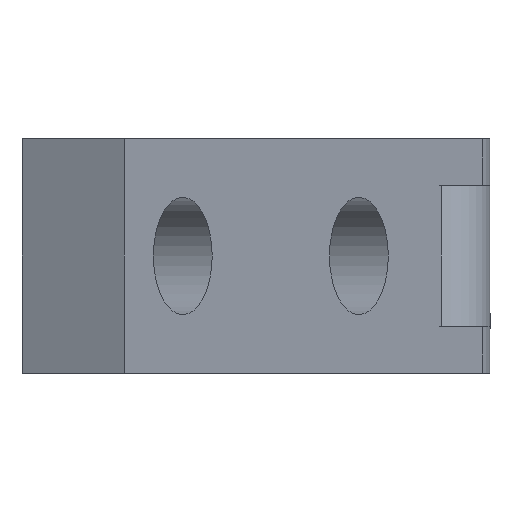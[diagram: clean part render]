
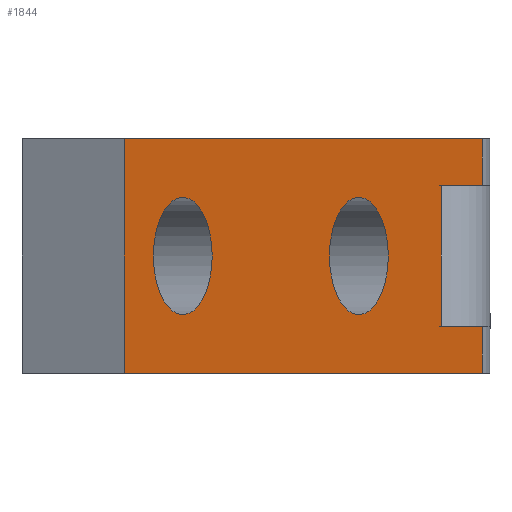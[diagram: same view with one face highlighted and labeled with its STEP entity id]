
A CAD part, left-side view. The second image highlights one B-rep face of the part: STEP entity #1844.
In plain terms, the highlighted face is planar.
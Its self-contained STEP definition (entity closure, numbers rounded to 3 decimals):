
#1 = CARTESIAN_POINT ( 'NONE',  ( -2.5, -22., 0. ) ) ;
#2 = CARTESIAN_POINT ( 'NONE',  ( 0., -7., 0. ) ) ;
#3 = AXIS2_PLACEMENT_3D ( 'NONE', #2, #5, #6 ) ;
#4 = CIRCLE ( 'NONE', #3, 2.5 ) ;
#5 = DIRECTION ( 'NONE',  ( 0., 0., 1. ) ) ;
#6 = DIRECTION ( 'NONE',  ( 1., 0., 0. ) ) ;
#7 = VERTEX_POINT ( 'NONE', #1570 ) ;
#8 = VERTEX_POINT ( 'NONE', #1 ) ;
#12 = VERTEX_POINT ( 'NONE', #1833 ) ;
#13 = EDGE_CURVE ( 'NONE', #12, #7, #4, .T. ) ;
#19 = VERTEX_POINT ( 'NONE', #98 ) ;
#32 = VERTEX_POINT ( 'NONE', #82 ) ;
#60 = VERTEX_POINT ( 'NONE', #169 ) ;
#63 = EDGE_CURVE ( 'NONE', #8, #60, #114, .T. ) ;
#82 = CARTESIAN_POINT ( 'NONE',  ( 5., -27., 0. ) ) ;
#98 = CARTESIAN_POINT ( 'NONE',  ( -5., -27., 0. ) ) ;
#114 = CIRCLE ( 'NONE', #162, 2.5 ) ;
#159 = DIRECTION ( 'NONE',  ( 1., 0., 0. ) ) ;
#160 = DIRECTION ( 'NONE',  ( 0., 0., 1. ) ) ;
#161 = CARTESIAN_POINT ( 'NONE',  ( 0., -22., 0. ) ) ;
#162 = AXIS2_PLACEMENT_3D ( 'NONE', #161, #160, #159 ) ;
#169 = CARTESIAN_POINT ( 'NONE',  ( 2.5, -22., 0. ) ) ;
#200 = CARTESIAN_POINT ( 'NONE',  ( -5., 3.5, 0. ) ) ;
#237 = LINE ( 'NONE', #287, #286 ) ;
#266 = DIRECTION ( 'NONE',  ( 1., 0., 0. ) ) ;
#267 = DIRECTION ( 'NONE',  ( 0., 0., 1. ) ) ;
#274 = CARTESIAN_POINT ( 'NONE',  ( 0., -7., 0. ) ) ;
#278 = AXIS2_PLACEMENT_3D ( 'NONE', #274, #267, #266 ) ;
#280 = CIRCLE ( 'NONE', #278, 2.5 ) ;
#285 = DIRECTION ( 'NONE',  ( 0., -1., 0. ) ) ;
#286 = VECTOR ( 'NONE', #285, 1000. ) ;
#287 = CARTESIAN_POINT ( 'NONE',  ( -5., -27., 0. ) ) ;
#333 = CARTESIAN_POINT ( 'NONE',  ( -3., 3.5, 0. ) ) ;
#371 = CARTESIAN_POINT ( 'NONE',  ( 5., 3.5, 0. ) ) ;
#398 = DIRECTION ( 'NONE',  ( 1., 0., 0. ) ) ;
#399 = VECTOR ( 'NONE', #398, 1000. ) ;
#404 = CARTESIAN_POINT ( 'NONE',  ( 5., -27., 0. ) ) ;
#412 = LINE ( 'NONE', #404, #399 ) ;
#459 = CARTESIAN_POINT ( 'NONE',  ( 3., 3.5, 0. ) ) ;
#463 = DIRECTION ( 'NONE',  ( 0., -1., 0. ) ) ;
#464 = VECTOR ( 'NONE', #463, 1000. ) ;
#465 = LINE ( 'NONE', #469, #464 ) ;
#469 = CARTESIAN_POINT ( 'NONE',  ( 3., 0., 0. ) ) ;
#483 = CARTESIAN_POINT ( 'NONE',  ( 3., 0., 0. ) ) ;
#498 = DIRECTION ( 'NONE',  ( 0., 1., 0. ) ) ;
#499 = VECTOR ( 'NONE', #498, 1000. ) ;
#500 = CARTESIAN_POINT ( 'NONE',  ( 5., 6., 0. ) ) ;
#501 = LINE ( 'NONE', #500, #499 ) ;
#516 = CARTESIAN_POINT ( 'NONE',  ( -3., 0., 0. ) ) ;
#526 = DIRECTION ( 'NONE',  ( -1., 0., 0. ) ) ;
#527 = VECTOR ( 'NONE', #526, 1000. ) ;
#528 = CARTESIAN_POINT ( 'NONE',  ( -3., 0., 0. ) ) ;
#546 = LINE ( 'NONE', #528, #527 ) ;
#549 = DIRECTION ( 'NONE',  ( 0., 1., 0. ) ) ;
#550 = VECTOR ( 'NONE', #549, 1000. ) ;
#551 = CARTESIAN_POINT ( 'NONE',  ( -3., 6., 0. ) ) ;
#552 = LINE ( 'NONE', #551, #550 ) ;
#671 = PLANE ( 'NONE',  #725 ) ;
#672 = VECTOR ( 'NONE', #730, 1000. ) ;
#694 = FACE_BOUND ( 'NONE', #1595, .T. ) ;
#700 = FACE_BOUND ( 'NONE', #1630, .T. ) ;
#703 = CIRCLE ( 'NONE', #710, 2.5 ) ;
#706 = CARTESIAN_POINT ( 'NONE',  ( 0., -22., 0. ) ) ;
#710 = AXIS2_PLACEMENT_3D ( 'NONE', #706, #717, #712 ) ;
#712 = DIRECTION ( 'NONE',  ( 1., 0., 0. ) ) ;
#717 = DIRECTION ( 'NONE',  ( 0., 0., 1. ) ) ;
#718 = DIRECTION ( 'NONE',  ( 1., 0., 0. ) ) ;
#719 = VECTOR ( 'NONE', #718, 1000. ) ;
#720 = LINE ( 'NONE', #728, #719 ) ;
#721 = LINE ( 'NONE', #731, #672 ) ;
#722 = DIRECTION ( 'NONE',  ( -1., 0., 0. ) ) ;
#723 = DIRECTION ( 'NONE',  ( 0., 0., -1. ) ) ;
#724 = CARTESIAN_POINT ( 'NONE',  ( -5., -27., 0. ) ) ;
#725 = AXIS2_PLACEMENT_3D ( 'NONE', #724, #723, #722 ) ;
#728 = CARTESIAN_POINT ( 'NONE',  ( 5., 3.5, 0. ) ) ;
#730 = DIRECTION ( 'NONE',  ( 1., 0., 0. ) ) ;
#731 = CARTESIAN_POINT ( 'NONE',  ( -3., 3.5, 0. ) ) ;
#733 = FACE_OUTER_BOUND ( 'NONE', #1853, .T. ) ;
#1570 = CARTESIAN_POINT ( 'NONE',  ( 2.5, -7., 0. ) ) ;
#1594 = VERTEX_POINT ( 'NONE', #200 ) ;
#1595 = EDGE_LOOP ( 'NONE', ( #1864, #1839 ) ) ;
#1617 = ORIENTED_EDGE ( 'NONE', *, *, #1684, .F. ) ;
#1626 = EDGE_CURVE ( 'NONE', #1594, #19, #237, .T. ) ;
#1630 = EDGE_LOOP ( 'NONE', ( #1842, #1854 ) ) ;
#1631 = EDGE_CURVE ( 'NONE', #7, #12, #280, .T. ) ;
#1639 = VERTEX_POINT ( 'NONE', #333 ) ;
#1675 = VERTEX_POINT ( 'NONE', #371 ) ;
#1684 = EDGE_CURVE ( 'NONE', #19, #32, #412, .T. ) ;
#1717 = EDGE_CURVE ( 'NONE', #1724, #1727, #465, .T. ) ;
#1724 = VERTEX_POINT ( 'NONE', #459 ) ;
#1727 = VERTEX_POINT ( 'NONE', #483 ) ;
#1735 = EDGE_CURVE ( 'NONE', #32, #1675, #501, .T. ) ;
#1747 = VERTEX_POINT ( 'NONE', #516 ) ;
#1756 = EDGE_CURVE ( 'NONE', #1727, #1747, #546, .T. ) ;
#1776 = EDGE_CURVE ( 'NONE', #1747, #1639, #552, .T. ) ;
#1833 = CARTESIAN_POINT ( 'NONE',  ( -2.5, -7., 0. ) ) ;
#1835 = ORIENTED_EDGE ( 'NONE', *, *, #1735, .F. ) ;
#1836 = ORIENTED_EDGE ( 'NONE', *, *, #1776, .F. ) ;
#1839 = ORIENTED_EDGE ( 'NONE', *, *, #63, .T. ) ;
#1842 = ORIENTED_EDGE ( 'NONE', *, *, #1631, .T. ) ;
#1844 = ADVANCED_FACE ( 'NONE', ( #700, #694, #733 ), #671, .T. ) ;
#1845 = EDGE_CURVE ( 'NONE', #1724, #1675, #720, .T. ) ;
#1847 = ORIENTED_EDGE ( 'NONE', *, *, #1626, .F. ) ;
#1848 = ORIENTED_EDGE ( 'NONE', *, *, #1717, .F. ) ;
#1849 = EDGE_CURVE ( 'NONE', #1594, #1639, #721, .T. ) ;
#1850 = ORIENTED_EDGE ( 'NONE', *, *, #1849, .T. ) ;
#1851 = ORIENTED_EDGE ( 'NONE', *, *, #1756, .F. ) ;
#1853 = EDGE_LOOP ( 'NONE', ( #1848, #1865, #1835, #1617, #1847, #1850, #1836, #1851 ) ) ;
#1854 = ORIENTED_EDGE ( 'NONE', *, *, #13, .T. ) ;
#1863 = EDGE_CURVE ( 'NONE', #60, #8, #703, .T. ) ;
#1864 = ORIENTED_EDGE ( 'NONE', *, *, #1863, .T. ) ;
#1865 = ORIENTED_EDGE ( 'NONE', *, *, #1845, .T. ) ;
